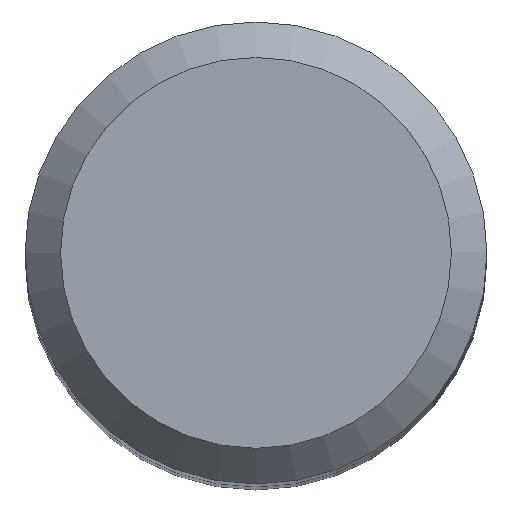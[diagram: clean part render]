
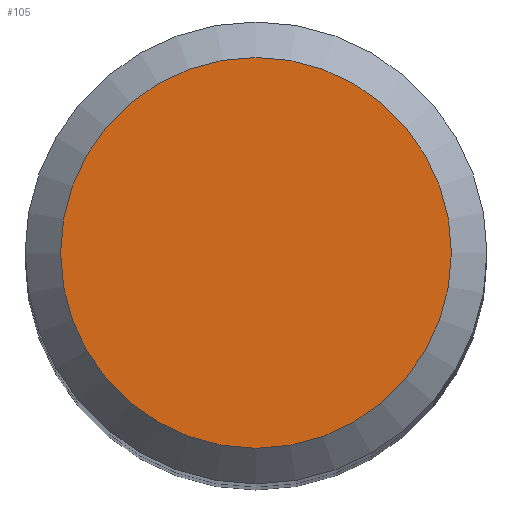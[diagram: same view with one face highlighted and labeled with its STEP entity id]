
A CAD part, top view. The second image highlights one B-rep face of the part: STEP entity #105.
In plain terms, the highlighted planar face has unit normal (0, 0, 1).
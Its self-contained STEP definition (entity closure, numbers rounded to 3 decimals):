
#18 = EDGE_CURVE ( 'NONE', #167, #167, #120, .T. ) ;
#27 = FACE_OUTER_BOUND ( 'NONE', #49, .T. ) ;
#37 = CARTESIAN_POINT ( 'NONE',  ( 0., 5.5, 102. ) ) ;
#49 = EDGE_LOOP ( 'NONE', ( #111 ) ) ;
#93 = DIRECTION ( 'NONE',  ( 0., 1., 0. ) ) ;
#94 = DIRECTION ( 'NONE',  ( 0., 0., -1. ) ) ;
#97 = AXIS2_PLACEMENT_3D ( 'NONE', #189, #169, #163 ) ;
#105 = ADVANCED_FACE ( 'NONE', ( #27 ), #195, .F. ) ;
#111 = ORIENTED_EDGE ( 'NONE', *, *, #18, .F. ) ;
#120 = CIRCLE ( 'NONE', #179, 5.5 ) ;
#124 = CARTESIAN_POINT ( 'NONE',  ( 0., 0., 102. ) ) ;
#163 = DIRECTION ( 'NONE',  ( 0., 1., 0. ) ) ;
#167 = VERTEX_POINT ( 'NONE', #37 ) ;
#169 = DIRECTION ( 'NONE',  ( 0., 0., -1. ) ) ;
#179 = AXIS2_PLACEMENT_3D ( 'NONE', #124, #94, #93 ) ;
#189 = CARTESIAN_POINT ( 'NONE',  ( 0., 0., 102. ) ) ;
#195 = PLANE ( 'NONE',  #97 ) ;
